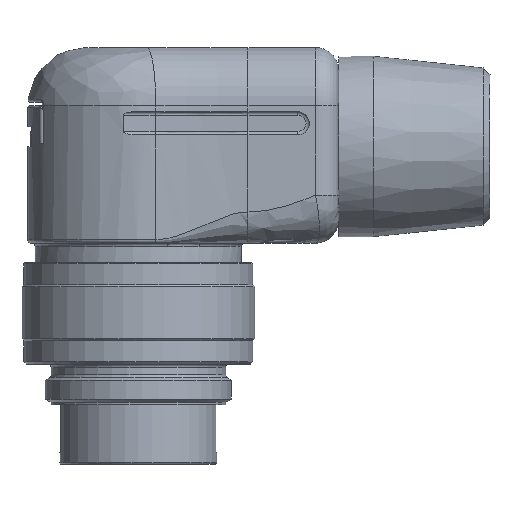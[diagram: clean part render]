
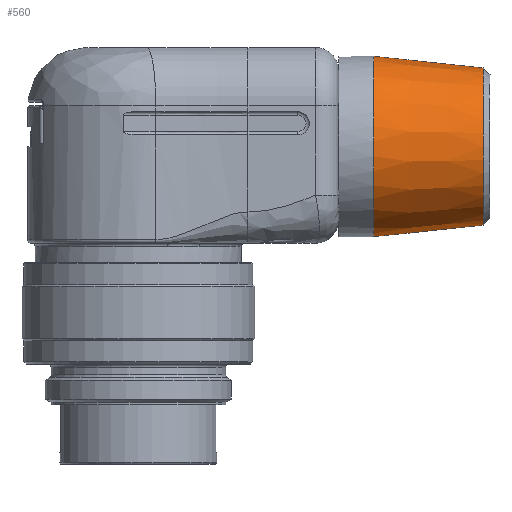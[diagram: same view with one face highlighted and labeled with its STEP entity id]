
A CAD part, front view. The second image highlights one B-rep face of the part: STEP entity #560.
In plain terms, the highlighted conical face has half-angle 6.072 degrees and reference radius 6.75 mm.
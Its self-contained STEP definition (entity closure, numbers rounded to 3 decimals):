
#100=CONICAL_SURFACE('',#3674,6.75,6.072);
#211=FACE_BOUND('',#1035,.T.);
#212=FACE_BOUND('',#1036,.T.);
#560=ADVANCED_FACE('',(#211,#212),#100,.T.);
#1035=EDGE_LOOP('',(#2270));
#1036=EDGE_LOOP('',(#2271));
#2270=ORIENTED_EDGE('',*,*,#3121,.F.);
#2271=ORIENTED_EDGE('',*,*,#3120,.T.);
#2682=VERTEX_POINT('',#6596);
#2683=VERTEX_POINT('',#6600);
#3120=EDGE_CURVE('',#2682,#2682,#3336,.T.);
#3121=EDGE_CURVE('',#2683,#2683,#3337,.T.);
#3336=CIRCLE('',#3670,6.75);
#3337=CIRCLE('',#3673,7.75);
#3670=AXIS2_PLACEMENT_3D('',#6595,#4475,#4476);
#3673=AXIS2_PLACEMENT_3D('',#6599,#4481,#4482);
#3674=AXIS2_PLACEMENT_3D('',#6601,#4483,#4484);
#4475=DIRECTION('',(-1.,0.,0.));
#4476=DIRECTION('',(0.,0.,1.));
#4481=DIRECTION('',(-1.,0.,0.));
#4482=DIRECTION('',(0.,0.,1.));
#4483=DIRECTION('',(-1.,0.,0.));
#4484=DIRECTION('',(0.,0.,1.));
#6595=CARTESIAN_POINT('',(29.6,0.,0.));
#6596=CARTESIAN_POINT('',(29.6,0.,6.75));
#6599=CARTESIAN_POINT('',(20.2,0.,0.));
#6600=CARTESIAN_POINT('',(20.2,0.,7.75));
#6601=CARTESIAN_POINT('',(29.6,0.,0.));
